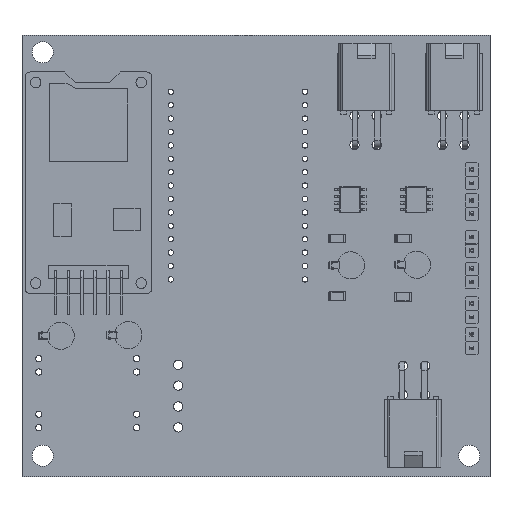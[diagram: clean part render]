
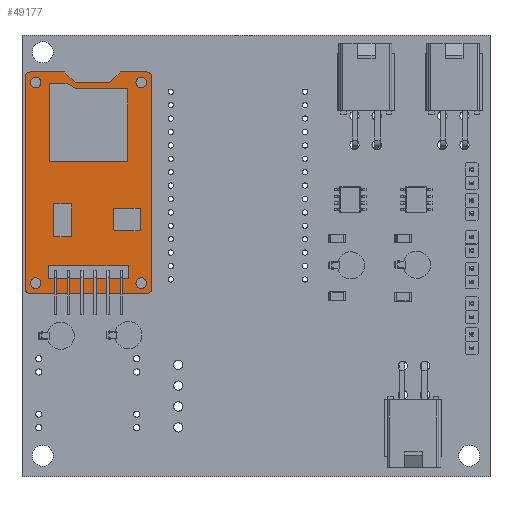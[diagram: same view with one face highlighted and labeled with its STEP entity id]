
A CAD part, top view. The second image highlights one B-rep face of the part: STEP entity #49177.
In plain terms, the highlighted planar face has unit normal (0, 0, 1).
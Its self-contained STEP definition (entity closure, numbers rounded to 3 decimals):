
#49177 = ADVANCED_FACE('',(#49178,#49198,#49218,#49320,#49340),#49360,
  .T.);
#49178 = FACE_BOUND('',#49179,.T.);
#49179 = EDGE_LOOP('',(#49180,#49191));
#49180 = ORIENTED_EDGE('',*,*,#49181,.F.);
#49181 = EDGE_CURVE('',#49182,#49184,#49186,.T.);
#49182 = VERTEX_POINT('',#49183);
#49183 = CARTESIAN_POINT('',(45.149,80.074,
    1.5));
#49184 = VERTEX_POINT('',#49185);
#49185 = CARTESIAN_POINT('',(47.149,80.074,
    1.5));
#49186 = CIRCLE('',#49187,1.);
#49187 = AXIS2_PLACEMENT_3D('',#49188,#49189,#49190);
#49188 = CARTESIAN_POINT('',(46.149,80.074,
    1.5));
#49189 = DIRECTION('',(0.,0.,1.));
#49190 = DIRECTION('',(1.,0.,0.));
#49191 = ORIENTED_EDGE('',*,*,#49192,.F.);
#49192 = EDGE_CURVE('',#49184,#49182,#49193,.T.);
#49193 = CIRCLE('',#49194,1.);
#49194 = AXIS2_PLACEMENT_3D('',#49195,#49196,#49197);
#49195 = CARTESIAN_POINT('',(46.149,80.074,
    1.5));
#49196 = DIRECTION('',(0.,0.,1.));
#49197 = DIRECTION('',(1.,0.,0.));
#49198 = FACE_BOUND('',#49199,.T.);
#49199 = EDGE_LOOP('',(#49200,#49211));
#49200 = ORIENTED_EDGE('',*,*,#49201,.F.);
#49201 = EDGE_CURVE('',#49202,#49204,#49206,.T.);
#49202 = VERTEX_POINT('',#49203);
#49203 = CARTESIAN_POINT('',(45.149,118.074,
    1.5));
#49204 = VERTEX_POINT('',#49205);
#49205 = CARTESIAN_POINT('',(47.149,118.074,
    1.5));
#49206 = CIRCLE('',#49207,1.);
#49207 = AXIS2_PLACEMENT_3D('',#49208,#49209,#49210);
#49208 = CARTESIAN_POINT('',(46.149,118.074,
    1.5));
#49209 = DIRECTION('',(0.,0.,1.));
#49210 = DIRECTION('',(1.,0.,0.));
#49211 = ORIENTED_EDGE('',*,*,#49212,.F.);
#49212 = EDGE_CURVE('',#49204,#49202,#49213,.T.);
#49213 = CIRCLE('',#49214,1.);
#49214 = AXIS2_PLACEMENT_3D('',#49215,#49216,#49217);
#49215 = CARTESIAN_POINT('',(46.149,118.074,
    1.5));
#49216 = DIRECTION('',(0.,0.,1.));
#49217 = DIRECTION('',(1.,0.,0.));
#49218 = FACE_BOUND('',#49219,.T.);
#49219 = EDGE_LOOP('',(#49220,#49230,#49239,#49247,#49256,#49264,#49273,
    #49281,#49290,#49298,#49306,#49314));
#49220 = ORIENTED_EDGE('',*,*,#49221,.T.);
#49221 = EDGE_CURVE('',#49222,#49224,#49226,.T.);
#49222 = VERTEX_POINT('',#49223);
#49223 = CARTESIAN_POINT('',(51.649,120.074,
    1.5));
#49224 = VERTEX_POINT('',#49225);
#49225 = CARTESIAN_POINT('',(45.149,120.074,
    1.5));
#49226 = LINE('',#49227,#49228);
#49227 = CARTESIAN_POINT('',(45.149,120.074,
    1.5));
#49228 = VECTOR('',#49229,1.);
#49229 = DIRECTION('',(-1.,0.,0.));
#49230 = ORIENTED_EDGE('',*,*,#49231,.T.);
#49231 = EDGE_CURVE('',#49224,#49232,#49234,.T.);
#49232 = VERTEX_POINT('',#49233);
#49233 = CARTESIAN_POINT('',(44.149,119.074,
    1.5));
#49234 = CIRCLE('',#49235,1.);
#49235 = AXIS2_PLACEMENT_3D('',#49236,#49237,#49238);
#49236 = CARTESIAN_POINT('',(45.149,119.074,
    1.5));
#49237 = DIRECTION('',(0.,0.,1.));
#49238 = DIRECTION('',(-1.,0.,0.));
#49239 = ORIENTED_EDGE('',*,*,#49240,.T.);
#49240 = EDGE_CURVE('',#49232,#49241,#49243,.T.);
#49241 = VERTEX_POINT('',#49242);
#49242 = CARTESIAN_POINT('',(44.149,79.074,
    1.5));
#49243 = LINE('',#49244,#49245);
#49244 = CARTESIAN_POINT('',(44.149,79.074,
    1.5));
#49245 = VECTOR('',#49246,1.);
#49246 = DIRECTION('',(0.,-1.,0.));
#49247 = ORIENTED_EDGE('',*,*,#49248,.T.);
#49248 = EDGE_CURVE('',#49241,#49249,#49251,.T.);
#49249 = VERTEX_POINT('',#49250);
#49250 = CARTESIAN_POINT('',(45.149,78.074,
    1.5));
#49251 = CIRCLE('',#49252,1.);
#49252 = AXIS2_PLACEMENT_3D('',#49253,#49254,#49255);
#49253 = CARTESIAN_POINT('',(45.149,79.074,
    1.5));
#49254 = DIRECTION('',(0.,0.,1.));
#49255 = DIRECTION('',(1.,0.,0.));
#49256 = ORIENTED_EDGE('',*,*,#49257,.T.);
#49257 = EDGE_CURVE('',#49249,#49258,#49260,.T.);
#49258 = VERTEX_POINT('',#49259);
#49259 = CARTESIAN_POINT('',(67.149,78.074,
    1.5));
#49260 = LINE('',#49261,#49262);
#49261 = CARTESIAN_POINT('',(45.149,78.074,
    1.5));
#49262 = VECTOR('',#49263,1.);
#49263 = DIRECTION('',(1.,0.,0.));
#49264 = ORIENTED_EDGE('',*,*,#49265,.T.);
#49265 = EDGE_CURVE('',#49258,#49266,#49268,.T.);
#49266 = VERTEX_POINT('',#49267);
#49267 = CARTESIAN_POINT('',(68.149,79.074,
    1.5));
#49268 = CIRCLE('',#49269,1.);
#49269 = AXIS2_PLACEMENT_3D('',#49270,#49271,#49272);
#49270 = CARTESIAN_POINT('',(67.149,79.074,
    1.5));
#49271 = DIRECTION('',(0.,0.,1.));
#49272 = DIRECTION('',(1.,0.,0.));
#49273 = ORIENTED_EDGE('',*,*,#49274,.T.);
#49274 = EDGE_CURVE('',#49266,#49275,#49277,.T.);
#49275 = VERTEX_POINT('',#49276);
#49276 = CARTESIAN_POINT('',(68.149,119.074,
    1.5));
#49277 = LINE('',#49278,#49279);
#49278 = CARTESIAN_POINT('',(68.149,79.074,
    1.5));
#49279 = VECTOR('',#49280,1.);
#49280 = DIRECTION('',(0.,1.,0.));
#49281 = ORIENTED_EDGE('',*,*,#49282,.T.);
#49282 = EDGE_CURVE('',#49275,#49283,#49285,.T.);
#49283 = VERTEX_POINT('',#49284);
#49284 = CARTESIAN_POINT('',(67.149,120.074,
    1.5));
#49285 = CIRCLE('',#49286,1.);
#49286 = AXIS2_PLACEMENT_3D('',#49287,#49288,#49289);
#49287 = CARTESIAN_POINT('',(67.149,119.074,
    1.5));
#49288 = DIRECTION('',(0.,0.,1.));
#49289 = DIRECTION('',(1.,0.,0.));
#49290 = ORIENTED_EDGE('',*,*,#49291,.T.);
#49291 = EDGE_CURVE('',#49283,#49292,#49294,.T.);
#49292 = VERTEX_POINT('',#49293);
#49293 = CARTESIAN_POINT('',(62.149,120.074,
    1.5));
#49294 = LINE('',#49295,#49296);
#49295 = CARTESIAN_POINT('',(62.149,120.074,
    1.5));
#49296 = VECTOR('',#49297,1.);
#49297 = DIRECTION('',(-1.,0.,0.));
#49298 = ORIENTED_EDGE('',*,*,#49299,.T.);
#49299 = EDGE_CURVE('',#49292,#49300,#49302,.T.);
#49300 = VERTEX_POINT('',#49301);
#49301 = CARTESIAN_POINT('',(60.149,118.074,
    1.5));
#49302 = LINE('',#49303,#49304);
#49303 = CARTESIAN_POINT('',(60.149,118.074,
    1.5));
#49304 = VECTOR('',#49305,1.);
#49305 = DIRECTION('',(-0.707,-0.707,
    0.));
#49306 = ORIENTED_EDGE('',*,*,#49307,.T.);
#49307 = EDGE_CURVE('',#49300,#49308,#49310,.T.);
#49308 = VERTEX_POINT('',#49309);
#49309 = CARTESIAN_POINT('',(53.649,118.074,
    1.5));
#49310 = LINE('',#49311,#49312);
#49311 = CARTESIAN_POINT('',(53.649,118.074,
    1.5));
#49312 = VECTOR('',#49313,1.);
#49313 = DIRECTION('',(-1.,0.,0.));
#49314 = ORIENTED_EDGE('',*,*,#49315,.T.);
#49315 = EDGE_CURVE('',#49308,#49222,#49316,.T.);
#49316 = LINE('',#49317,#49318);
#49317 = CARTESIAN_POINT('',(51.649,120.074,
    1.5));
#49318 = VECTOR('',#49319,1.);
#49319 = DIRECTION('',(-0.707,0.707,0.
    ));
#49320 = FACE_BOUND('',#49321,.T.);
#49321 = EDGE_LOOP('',(#49322,#49333));
#49322 = ORIENTED_EDGE('',*,*,#49323,.F.);
#49323 = EDGE_CURVE('',#49324,#49326,#49328,.T.);
#49324 = VERTEX_POINT('',#49325);
#49325 = CARTESIAN_POINT('',(65.149,118.074,
    1.5));
#49326 = VERTEX_POINT('',#49327);
#49327 = CARTESIAN_POINT('',(67.149,118.074,
    1.5));
#49328 = CIRCLE('',#49329,1.);
#49329 = AXIS2_PLACEMENT_3D('',#49330,#49331,#49332);
#49330 = CARTESIAN_POINT('',(66.149,118.074,
    1.5));
#49331 = DIRECTION('',(0.,0.,1.));
#49332 = DIRECTION('',(1.,0.,0.));
#49333 = ORIENTED_EDGE('',*,*,#49334,.F.);
#49334 = EDGE_CURVE('',#49326,#49324,#49335,.T.);
#49335 = CIRCLE('',#49336,1.);
#49336 = AXIS2_PLACEMENT_3D('',#49337,#49338,#49339);
#49337 = CARTESIAN_POINT('',(66.149,118.074,
    1.5));
#49338 = DIRECTION('',(0.,0.,1.));
#49339 = DIRECTION('',(1.,0.,0.));
#49340 = FACE_BOUND('',#49341,.T.);
#49341 = EDGE_LOOP('',(#49342,#49353));
#49342 = ORIENTED_EDGE('',*,*,#49343,.F.);
#49343 = EDGE_CURVE('',#49344,#49346,#49348,.T.);
#49344 = VERTEX_POINT('',#49345);
#49345 = CARTESIAN_POINT('',(65.149,80.074,
    1.5));
#49346 = VERTEX_POINT('',#49347);
#49347 = CARTESIAN_POINT('',(67.149,80.074,
    1.5));
#49348 = CIRCLE('',#49349,1.);
#49349 = AXIS2_PLACEMENT_3D('',#49350,#49351,#49352);
#49350 = CARTESIAN_POINT('',(66.149,80.074,
    1.5));
#49351 = DIRECTION('',(0.,0.,1.));
#49352 = DIRECTION('',(1.,0.,0.));
#49353 = ORIENTED_EDGE('',*,*,#49354,.F.);
#49354 = EDGE_CURVE('',#49346,#49344,#49355,.T.);
#49355 = CIRCLE('',#49356,1.);
#49356 = AXIS2_PLACEMENT_3D('',#49357,#49358,#49359);
#49357 = CARTESIAN_POINT('',(66.149,80.074,
    1.5));
#49358 = DIRECTION('',(0.,0.,1.));
#49359 = DIRECTION('',(1.,0.,0.));
#49360 = PLANE('',#49361);
#49361 = AXIS2_PLACEMENT_3D('',#49362,#49363,#49364);
#49362 = CARTESIAN_POINT('',(67.149,119.074,
    1.5));
#49363 = DIRECTION('',(0.,0.,1.));
#49364 = DIRECTION('',(1.,0.,0.));
